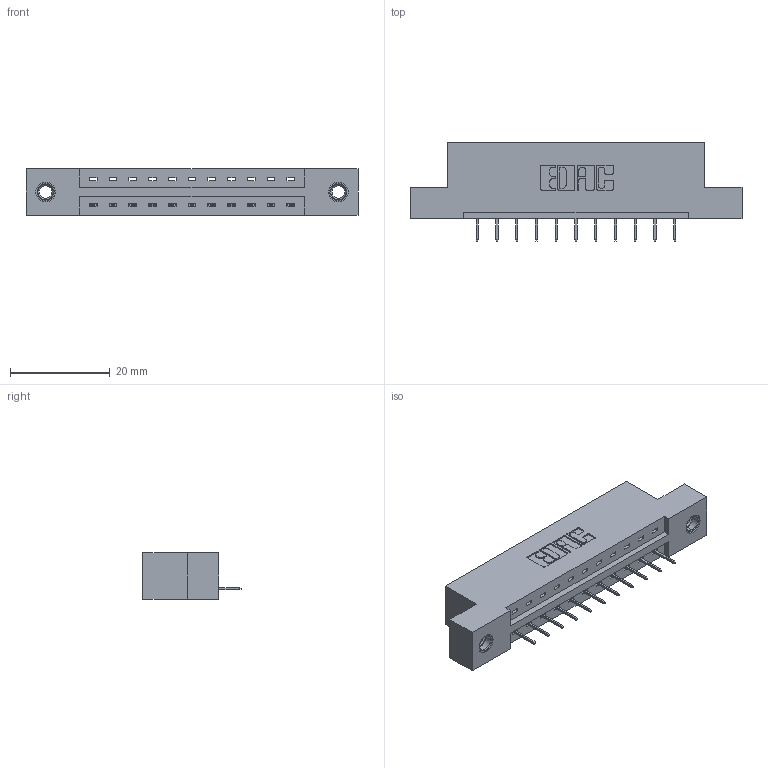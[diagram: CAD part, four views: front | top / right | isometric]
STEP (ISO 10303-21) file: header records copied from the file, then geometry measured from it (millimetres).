
FILE_DESCRIPTION (( 'STEP AP203' ), '1' );
FILE_NAME ('387-011-524-107.STEP', '2019-10-02T12:09:19', ( '' ), ( '' ), 'SwSTEP 2.0', 'SolidWorks 2016', '' );
FILE_SCHEMA (( 'CONFIG_CONTROL_DESIGN' ));
Length unit declared in the file: inch
Products named in the file (4): 387-011-524-107; 345-250-001_345-250-005-103; 345-292-001_345-293-124; 337 Part_Flush Mounting Lugs - 0.156 Dia-TI
Assembly tree (14 placements, depth 2):
  387-011-524-107
    337 Part_Flush Mounting Lugs - 0.156 Dia-TI
    345-292-001_345-293-124  x11
    345-250-001_345-250-005-103  x2
Bounding box: 66.6 x 19.69 x 9.4 mm (x, y, z)
Volume: 6476.9 mm3; surface area: 6409.1 mm2
Topology: 14 solids, 14 shells, 900 faces, 2559 edges, 1654 vertices
Faces by surface type: plane 674, cylinder 210, cone 12, torus 4
Entity records: 13446 total; most frequent: CARTESIAN_POINT 2318, ORIENTED_EDGE 2258, DIRECTION 2049, EDGE_CURVE 1129, LINE 985, VECTOR 985, VERTEX_POINT 744, AXIS2_PLACEMENT_3D 532
